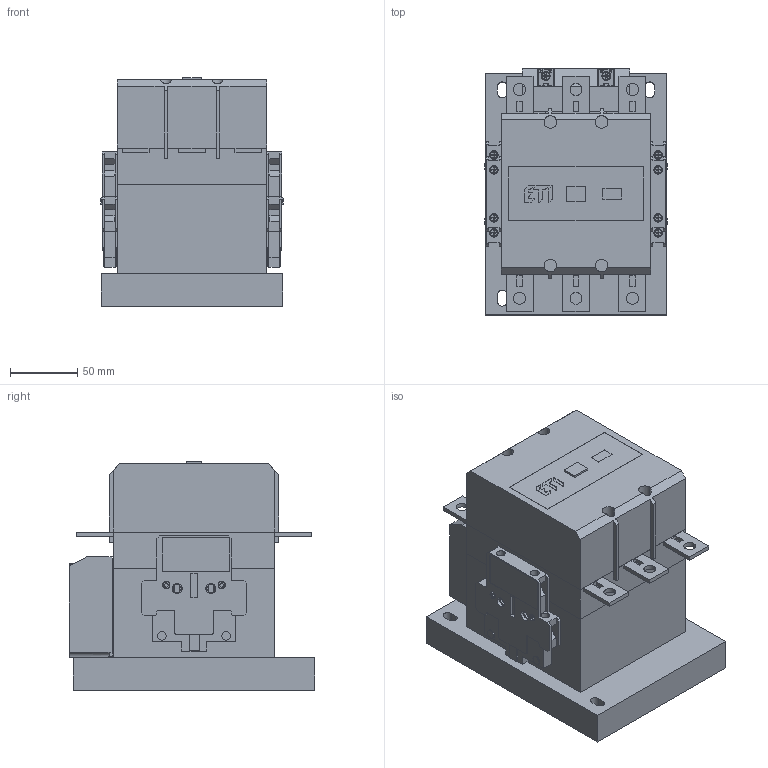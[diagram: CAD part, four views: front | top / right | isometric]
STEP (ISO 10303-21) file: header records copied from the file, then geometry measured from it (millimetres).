
FILE_DESCRIPTION((''),'2;1');
FILE_NAME('CEM_180E_ASM','2021-06-11T',('marketing.praksa'),('Audax d.o.o.'),'CREO PARAMETRIC BY PTC INC, 2017480','CREO PARAMETRIC BY PTC INC, 2017480','');
FILE_SCHEMA(('AUTOMOTIVE_DESIGN { 1 0 10303 214 1 1 1 1 }'));
Products named in the file (27): CWM180_E_3_1_1; CWM180_E_4_1_1; CWM180_E_5_1_1; CWM180_E_6_1_1; CWM180_E_7_1_1; CWM180_E_8_1_1; CWM180_E_9_1_1; CWM180_E_10_1_1; CWM180_E_11_1_1; CWM180_E_12_1_1; CWM180_E_15_1_1; CWM180_E_18_1_1; CWM180_E_20_1_1; CWM180_E_21_1_1; CWM180_E_22_1_1; ETI_LOGO_1_1_1_1_1_1_1_2_3_4__2; ETI_LOGO_2_1_1_1_1_1_1_2_3_4__2; ETI_LOGO_3_1_1_1_1_1_1_2_3_4__2; CONTACTS_1_1_1; CONTACTS_1_2_1; CONTACTS_1_3_1; CONTACTS_1_4_1; CONTACTS_1_5_1; CONTACTS_1_6_1; BODY_WITH_LOGO_1_1; CEM_180E_ASM_1_ASM; CEM_180E_ASM
Assembly tree (26 placements, depth 3):
  CEM_180E_ASM
    CEM_180E_ASM_1_ASM
      CWM180_E_3_1_1
      CWM180_E_4_1_1
      CWM180_E_5_1_1
      CWM180_E_6_1_1
      CWM180_E_7_1_1
      CWM180_E_8_1_1
      CWM180_E_9_1_1
      CWM180_E_10_1_1
      CWM180_E_11_1_1
      CWM180_E_12_1_1
      CWM180_E_15_1_1
      CWM180_E_18_1_1
      CWM180_E_20_1_1
      CWM180_E_21_1_1
      CWM180_E_22_1_1
      ETI_LOGO_1_1_1_1_1_1_1_2_3_4__2
      ETI_LOGO_2_1_1_1_1_1_1_2_3_4__2
      ETI_LOGO_3_1_1_1_1_1_1_2_3_4__2
      CONTACTS_1_1_1
      CONTACTS_1_2_1
      CONTACTS_1_3_1
      CONTACTS_1_4_1
      CONTACTS_1_5_1
      CONTACTS_1_6_1
      BODY_WITH_LOGO_1_1
Bounding box: 135.9 x 183 x 170 mm (x, y, z)
Volume: 2629395.4 mm3; surface area: 275685.4 mm2
Topology: 23 solids, 25 shells, 2382 faces, 6432 edges, 4150 vertices
Faces by surface type: plane 1631, cylinder 475, cone 140, bspline 60, sphere 40, torus 36
Entity records: 116914 total; most frequent: CARTESIAN_POINT 19282, ORIENTED_EDGE 12766, DIRECTION 12161, PRESENTATION_STYLE_ASSIGNMENT 8799, STYLED_ITEM 8799, CURVE_STYLE 6392, EDGE_CURVE 6392, VECTOR 4195
